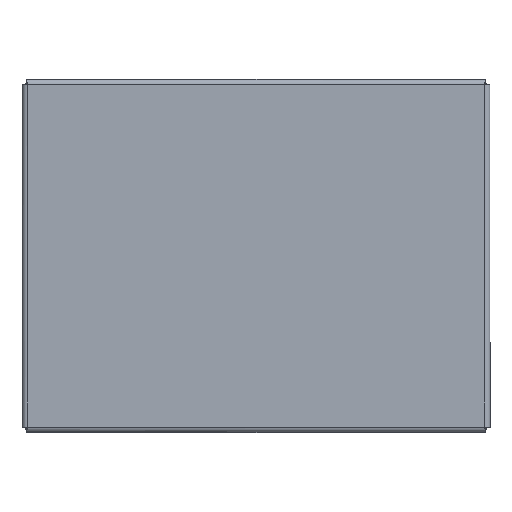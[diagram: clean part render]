
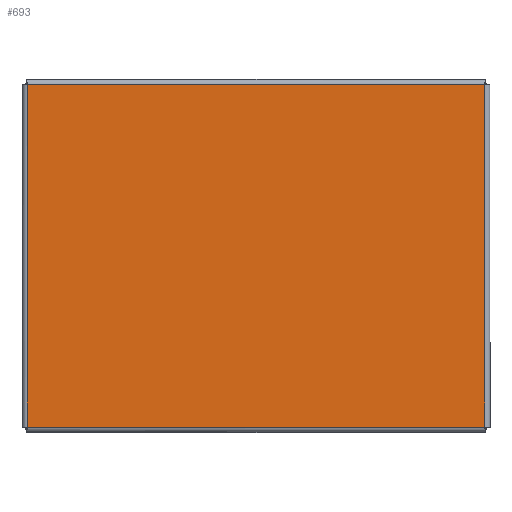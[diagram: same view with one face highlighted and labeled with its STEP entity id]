
A CAD part, top view. The second image highlights one B-rep face of the part: STEP entity #693.
In plain terms, the highlighted planar face has unit normal (0, 0, 1).
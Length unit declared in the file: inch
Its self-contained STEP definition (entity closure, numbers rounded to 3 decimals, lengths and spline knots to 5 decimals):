
#278 = DIRECTION ( 'NONE',  ( 1., 0., 0. ) ) ;
#297 = DIRECTION ( 'NONE',  ( 0., 0., 1. ) ) ;
#308 = CARTESIAN_POINT ( 'NONE',  ( 4.0625, 3.0625, 0.074 ) ) ;
#421 = CARTESIAN_POINT ( 'NONE',  ( 8.0354, 1.57605, 0.074 ) ) ;
#553 = VECTOR ( 'NONE', #10353, 39.37008 ) ;
#583 = DIRECTION ( 'NONE',  ( 0., -1., 0. ) ) ;
#649 = PLANE ( 'NONE',  #6123 ) ;
#678 = VECTOR ( 'NONE', #583, 39.37008 ) ;
#693 = ADVANCED_FACE ( 'NONE', ( #4952 ), #649, .T. ) ;
#822 = LINE ( 'NONE', #11186, #3195 ) ;
#1771 = CARTESIAN_POINT ( 'NONE',  ( 8.0354, 6.0354, 0.074 ) ) ;
#2408 = ORIENTED_EDGE ( 'NONE', *, *, #4703, .T. ) ;
#3195 = VECTOR ( 'NONE', #4909, 39.37008 ) ;
#3564 = ORIENTED_EDGE ( 'NONE', *, *, #10564, .T. ) ;
#3742 = CARTESIAN_POINT ( 'NONE',  ( 8.0354, 0.0896, 0.074 ) ) ;
#4703 = EDGE_CURVE ( 'NONE', #11023, #8529, #8475, .T. ) ;
#4770 = EDGE_CURVE ( 'NONE', #5161, #9784, #7517, .T. ) ;
#4909 = DIRECTION ( 'NONE',  ( -1., 0., 0. ) ) ;
#4952 = FACE_OUTER_BOUND ( 'NONE', #5038, .T. ) ;
#4989 = CARTESIAN_POINT ( 'NONE',  ( 2.07605, 0.0896, 0.074 ) ) ;
#5038 = EDGE_LOOP ( 'NONE', ( #2408, #3564, #10324, #5948 ) ) ;
#5161 = VERTEX_POINT ( 'NONE', #6621 ) ;
#5907 = CARTESIAN_POINT ( 'NONE',  ( 0.0896, 4.54895, 0.074 ) ) ;
#5948 = ORIENTED_EDGE ( 'NONE', *, *, #10626, .T. ) ;
#6106 = VECTOR ( 'NONE', #11085, 39.37008 ) ;
#6123 = AXIS2_PLACEMENT_3D ( 'NONE', #308, #297, #278 ) ;
#6621 = CARTESIAN_POINT ( 'NONE',  ( 0.0896, 6.0354, 0.074 ) ) ;
#7517 = LINE ( 'NONE', #5907, #678 ) ;
#7670 = LINE ( 'NONE', #4989, #553 ) ;
#8475 = LINE ( 'NONE', #421, #6106 ) ;
#8529 = VERTEX_POINT ( 'NONE', #1771 ) ;
#9784 = VERTEX_POINT ( 'NONE', #9975 ) ;
#9975 = CARTESIAN_POINT ( 'NONE',  ( 0.0896, 0.0896, 0.074 ) ) ;
#10324 = ORIENTED_EDGE ( 'NONE', *, *, #4770, .T. ) ;
#10353 = DIRECTION ( 'NONE',  ( 1., 0., 0. ) ) ;
#10564 = EDGE_CURVE ( 'NONE', #8529, #5161, #822, .T. ) ;
#10626 = EDGE_CURVE ( 'NONE', #9784, #11023, #7670, .T. ) ;
#11023 = VERTEX_POINT ( 'NONE', #3742 ) ;
#11085 = DIRECTION ( 'NONE',  ( 0., 1., 0. ) ) ;
#11186 = CARTESIAN_POINT ( 'NONE',  ( 6.04895, 6.0354, 0.074 ) ) ;
